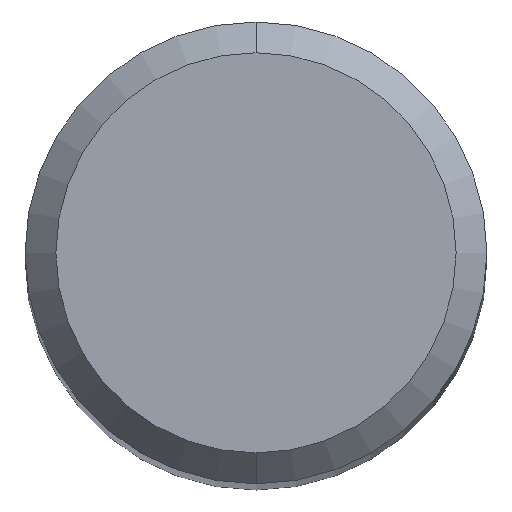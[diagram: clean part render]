
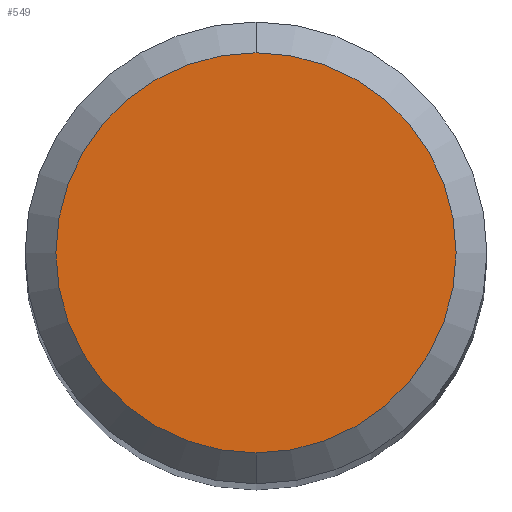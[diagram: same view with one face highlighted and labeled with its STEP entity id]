
A CAD part, top view. The second image highlights one B-rep face of the part: STEP entity #549.
In plain terms, the highlighted planar face has unit normal (0, 0, 1).
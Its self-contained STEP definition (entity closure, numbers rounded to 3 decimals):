
#549=ADVANCED_FACE('',(#1268),#1269,.T.);
#665=VERTEX_POINT('',#1393);
#705=EDGE_CURVE('',#665,#849,#1437,.T.);
#849=VERTEX_POINT('',#1595);
#979=EDGE_CURVE('',#849,#665,#1735,.T.);
#1268=FACE_OUTER_BOUND('',#2508,.T.);
#1269=PLANE('',#2509);
#1393=CARTESIAN_POINT('',(0.0,2.6,0.0));
#1437=CIRCLE('',#3009,2.6);
#1595=CARTESIAN_POINT('',(0.,-2.6,0.0));
#1735=CIRCLE('',#4523,2.6);
#2508=EDGE_LOOP('',(#4995,#4996));
#2509=AXIS2_PLACEMENT_3D('',#4997,#4998,#4999);
#3009=AXIS2_PLACEMENT_3D('',#5191,#5192,#5193);
#4523=AXIS2_PLACEMENT_3D('',#5502,#5503,#5504);
#4995=ORIENTED_EDGE('',*,*,#705,.F.);
#4996=ORIENTED_EDGE('',*,*,#979,.F.);
#4997=CARTESIAN_POINT('',(0.0,1.3,0.0));
#4998=DIRECTION('',(-0.0,0.0,1.0));
#4999=DIRECTION('',(0.0,-1.0,0.0));
#5191=CARTESIAN_POINT('',(0.0,0.0,0.0));
#5192=DIRECTION('',(0.0,0.0,-1.0));
#5193=DIRECTION('',(0.0,1.0,0.0));
#5502=CARTESIAN_POINT('',(0.0,0.0,0.0));
#5503=DIRECTION('',(0.0,0.0,-1.0));
#5504=DIRECTION('',(0.0,1.0,0.0));
